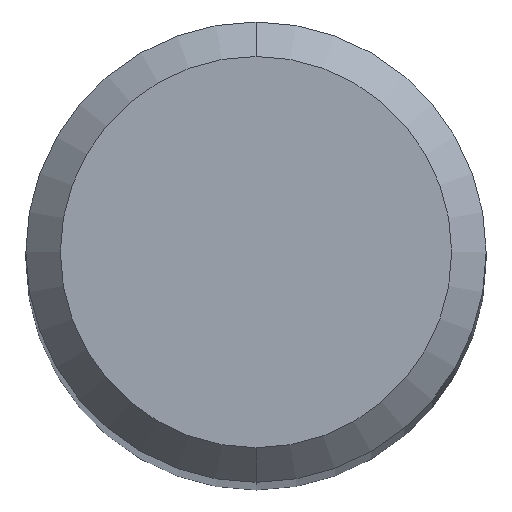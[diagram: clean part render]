
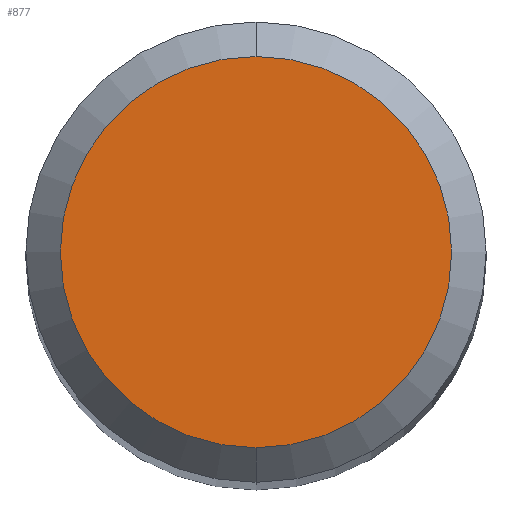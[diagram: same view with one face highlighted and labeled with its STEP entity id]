
A CAD part, top view. The second image highlights one B-rep face of the part: STEP entity #877.
In plain terms, the highlighted planar face has unit normal (0, 0, 1).
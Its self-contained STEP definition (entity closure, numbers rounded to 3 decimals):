
#877=ADVANCED_FACE('',(#1724),#1725,.T.);
#915=VERTEX_POINT('',#1764);
#931=EDGE_CURVE('',#1135,#915,#1783,.T.);
#1041=EDGE_CURVE('',#915,#1135,#1905,.T.);
#1135=VERTEX_POINT('',#2004);
#1724=FACE_OUTER_BOUND('',#3988,.T.);
#1725=PLANE('',#3989);
#1764=CARTESIAN_POINT('',(0.0,1.7,0.0));
#1783=CIRCLE('',#4173,1.7);
#1905=CIRCLE('',#4941,1.7);
#2004=CARTESIAN_POINT('',(0.,-1.7,0.0));
#3988=EDGE_LOOP('',(#5972,#5973));
#3989=AXIS2_PLACEMENT_3D('',#5974,#5975,#5976);
#4173=AXIS2_PLACEMENT_3D('',#6017,#6018,#6019);
#4941=AXIS2_PLACEMENT_3D('',#6137,#6138,#6139);
#5972=ORIENTED_EDGE('',*,*,#1041,.F.);
#5973=ORIENTED_EDGE('',*,*,#931,.F.);
#5974=CARTESIAN_POINT('',(0.0,0.85,0.0));
#5975=DIRECTION('',(-0.0,0.0,1.0));
#5976=DIRECTION('',(0.0,-1.0,0.0));
#6017=CARTESIAN_POINT('',(0.0,0.0,0.0));
#6018=DIRECTION('',(0.0,0.0,-1.0));
#6019=DIRECTION('',(0.0,1.0,0.0));
#6137=CARTESIAN_POINT('',(0.0,0.0,0.0));
#6138=DIRECTION('',(0.0,0.0,-1.0));
#6139=DIRECTION('',(0.0,1.0,0.0));
